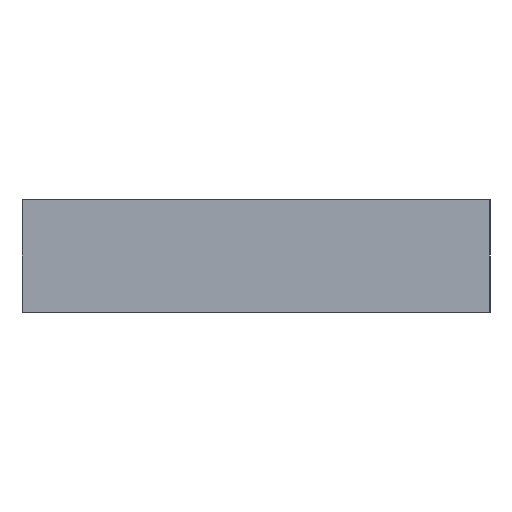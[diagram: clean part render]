
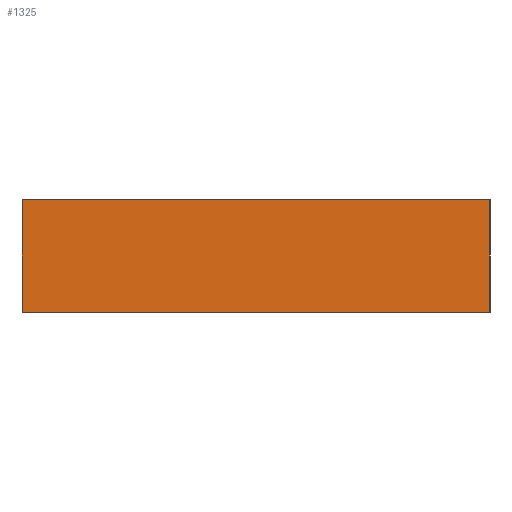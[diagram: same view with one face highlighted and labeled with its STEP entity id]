
A CAD part, left-side view. The second image highlights one B-rep face of the part: STEP entity #1325.
In plain terms, the highlighted planar face has unit normal (-1, 0, 0).
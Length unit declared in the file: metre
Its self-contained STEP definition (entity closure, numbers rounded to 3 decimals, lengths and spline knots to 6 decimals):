
#34=PLANE('',#1433);
#251=ORIENTED_EDGE('',*,*,#612,.T.);
#252=ORIENTED_EDGE('',*,*,#613,.F.);
#253=ORIENTED_EDGE('',*,*,#604,.F.);
#254=ORIENTED_EDGE('',*,*,#614,.T.);
#604=EDGE_CURVE('',#780,#781,#901,.T.);
#612=EDGE_CURVE('',#786,#787,#909,.T.);
#613=EDGE_CURVE('',#781,#787,#910,.T.);
#614=EDGE_CURVE('',#780,#786,#911,.T.);
#780=VERTEX_POINT('',#2134);
#781=VERTEX_POINT('',#2136);
#786=VERTEX_POINT('',#2151);
#787=VERTEX_POINT('',#2152);
#901=LINE('',#2135,#1033);
#909=LINE('',#2150,#1041);
#910=LINE('',#2153,#1042);
#911=LINE('',#2154,#1043);
#1033=VECTOR('',#1682,1.);
#1041=VECTOR('',#1694,1.);
#1042=VECTOR('',#1695,1.);
#1043=VECTOR('',#1696,1.);
#1102=EDGE_LOOP('',(#251,#252,#253,#254));
#1202=FACE_BOUND('',#1102,.T.);
#1325=ADVANCED_FACE('',(#1202),#34,.F.);
#1433=AXIS2_PLACEMENT_3D('',#2149,#1692,#1693);
#1682=DIRECTION('',(0.,-1.,0.));
#1692=DIRECTION('',(1.,0.,0.));
#1693=DIRECTION('',(0.,0.,-1.));
#1694=DIRECTION('',(0.,-1.,0.));
#1695=DIRECTION('',(0.,0.,-1.));
#1696=DIRECTION('',(0.,0.,-1.));
#2134=CARTESIAN_POINT('',(-0.0825,0.0625,0.03));
#2135=CARTESIAN_POINT('',(-0.0825,0.,0.03));
#2136=CARTESIAN_POINT('',(-0.0825,-0.0625,0.03));
#2149=CARTESIAN_POINT('',(-0.0825,0.,0.03));
#2150=CARTESIAN_POINT('',(-0.0825,0.,0.));
#2151=CARTESIAN_POINT('',(-0.0825,0.0625,0.));
#2152=CARTESIAN_POINT('',(-0.0825,-0.0625,0.));
#2153=CARTESIAN_POINT('',(-0.0825,-0.0625,0.03));
#2154=CARTESIAN_POINT('',(-0.0825,0.0625,0.03));
